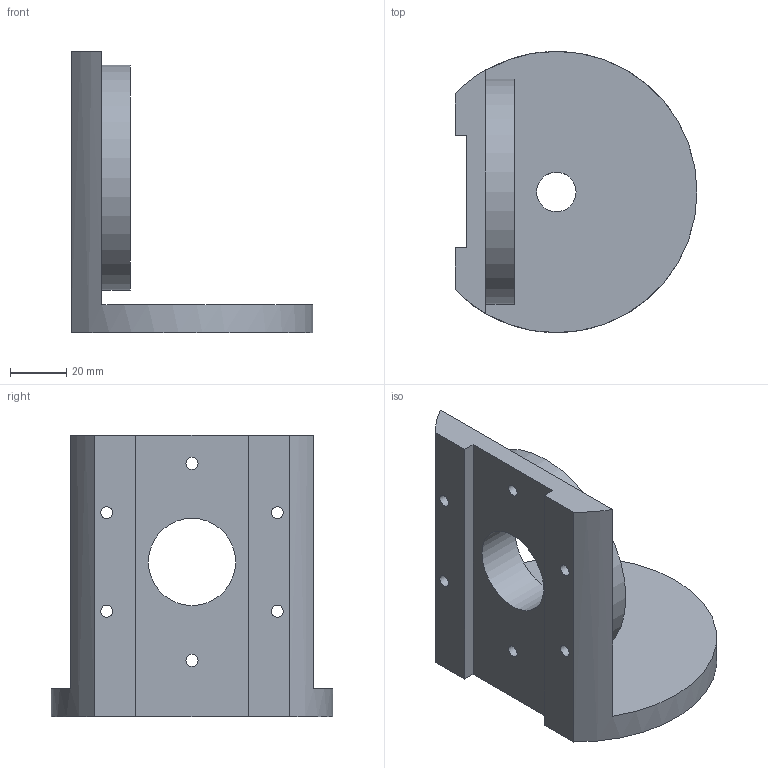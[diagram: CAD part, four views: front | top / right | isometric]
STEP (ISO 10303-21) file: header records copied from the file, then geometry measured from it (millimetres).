
FILE_DESCRIPTION(/* description */ ('STEP AP214'),/* implementation_level */ '2;1');
FILE_NAME(/* name */ '67f795cc92f6fe7eedfba3fb',/* time_stamp */ '2025-04-10T09:56:29Z',/* author */ (''),/* organization */ (''),/* preprocessor_version */ 'ST-DEVELOPER v20',/* originating_system */ 'ONSHAPE BY PTC INC, 1.196',/* authorisation */ ' ');
FILE_SCHEMA (('AUTOMOTIVE_DESIGN {1 0 10303 214 3 1 1}'));
Length unit declared in the file: metre
Products named in the file (1): Base_Link
Bounding box: 86 x 100 x 100 mm (x, y, z)
Volume: 167519.3 mm3; surface area: 38692 mm2
Topology: 1 solids, 1 shells, 20 faces, 51 edges, 34 vertices
Faces by surface type: plane 10, cylinder 10
Full cylindrical faces by diameter (mm): 4.3 x6, 14 x1, 31 x1, 80 x1
Entity records: 634 total; most frequent: DIRECTION 106, CARTESIAN_POINT 97, ORIENTED_EDGE 84, EDGE_LOOP 46, FACE_BOUND 46, AXIS2_PLACEMENT_3D 43, EDGE_CURVE 42, VERTEX_POINT 34
